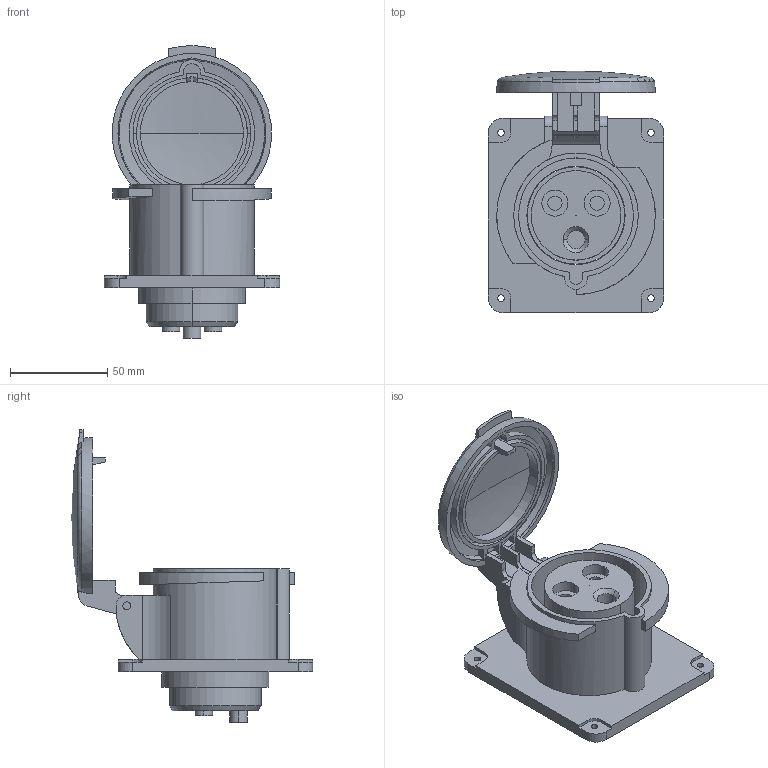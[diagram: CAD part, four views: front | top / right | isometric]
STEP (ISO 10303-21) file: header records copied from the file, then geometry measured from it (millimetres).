
FILE_DESCRIPTION((''),'2;1');
FILE_NAME('PKF32G423_3D-SIMPLIFIED_ASM','2023-02-14T12:59:50',('melanie.cordero'),(''),'CREO PARAMETRIC BY PTC INC, 2018260','CREO PARAMETRIC BY PTC INC, 2018260','');
FILE_SCHEMA(('CONFIG_CONTROL_DESIGN'));
Length unit declared in the file: millimetre
Products named in the file (5): PRT04_1; PRT04_2; PRT04_3; PRT04_4; PKF32G423_3D-SIMPLIFIED_ASM
Assembly tree (4 placements, depth 2):
  PKF32G423_3D-SIMPLIFIED_ASM
    PRT04_1
    PRT04_2
    PRT04_3
    PRT04_4
Bounding box: 90 x 124 x 150.4 mm (x, y, z)
Volume: 230227.1 mm3; surface area: 83183.2 mm2
Topology: 4 solids, 4 shells, 257 faces, 723 edges, 488 vertices
Faces by surface type: plane 138, cylinder 96, bspline 10, sphere 6, cone 4, torus 3
Entity records: 9011 total; most frequent: CARTESIAN_POINT 2009, DIRECTION 1504, ORIENTED_EDGE 1434, EDGE_CURVE 717, AXIS2_PLACEMENT_3D 577, VERTEX_POINT 488, VECTOR 350, LINE 350
